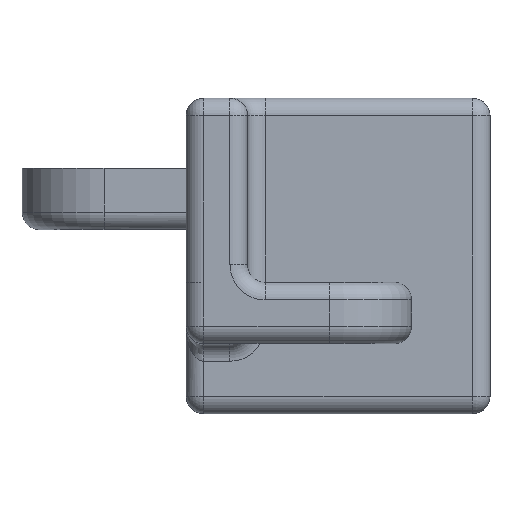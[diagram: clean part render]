
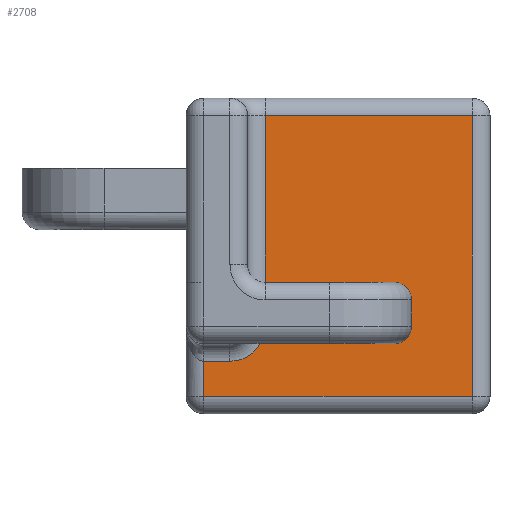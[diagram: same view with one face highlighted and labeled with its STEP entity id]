
A CAD part, left-side view. The second image highlights one B-rep face of the part: STEP entity #2708.
In plain terms, the highlighted planar face has unit normal (-1, 0, 0).
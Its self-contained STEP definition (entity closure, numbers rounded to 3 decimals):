
#58 = CARTESIAN_POINT ( 'NONE',  ( 14.043, -18.297, -6. ) ) ;
#164 = LINE ( 'NONE', #2239, #3291 ) ;
#223 = DIRECTION ( 'NONE',  ( -1., 0., 0. ) ) ;
#366 = VECTOR ( 'NONE', #2832, 1000. ) ;
#491 = DIRECTION ( 'NONE',  ( 0., 0., 1. ) ) ;
#515 = DIRECTION ( 'NONE',  ( -1., 0., 0. ) ) ;
#661 = CARTESIAN_POINT ( 'NONE',  ( 14.043, -16.297, 26. ) ) ;
#744 = ORIENTED_EDGE ( 'NONE', *, *, #2923, .T. ) ;
#803 = CIRCLE ( 'NONE', #2597, 4. ) ;
#967 = ORIENTED_EDGE ( 'NONE', *, *, #1511, .T. ) ;
#1197 = PLANE ( 'NONE',  #4058 ) ;
#1266 = CARTESIAN_POINT ( 'NONE',  ( 14.043, -18.297, 28. ) ) ;
#1272 = VECTOR ( 'NONE', #2735, 1000. ) ;
#1391 = DIRECTION ( 'NONE',  ( 0., -1., 0. ) ) ;
#1424 = VECTOR ( 'NONE', #1869, 1000. ) ;
#1502 = ORIENTED_EDGE ( 'NONE', *, *, #2365, .T. ) ;
#1511 = EDGE_CURVE ( 'NONE', #2548, #2675, #2754, .T. ) ;
#1517 = CARTESIAN_POINT ( 'NONE',  ( 14.043, 7.353, 28. ) ) ;
#1562 = DIRECTION ( 'NONE',  ( 0., 0., 1. ) ) ;
#1822 = CARTESIAN_POINT ( 'NONE',  ( 14.043, -18.297, -2. ) ) ;
#1825 = DIRECTION ( 'NONE',  ( 0., 1., 0. ) ) ;
#1869 = DIRECTION ( 'NONE',  ( 0., 1., 0. ) ) ;
#1949 = CARTESIAN_POINT ( 'NONE',  ( 14.043, 11.353, -2. ) ) ;
#2162 = EDGE_CURVE ( 'NONE', #3657, #2548, #3567, .T. ) ;
#2179 = FACE_OUTER_BOUND ( 'NONE', #3347, .T. ) ;
#2239 = CARTESIAN_POINT ( 'NONE',  ( 14.043, -18.297, 26. ) ) ;
#2365 = EDGE_CURVE ( 'NONE', #3145, #2398, #3763, .T. ) ;
#2387 = LINE ( 'NONE', #58, #2810 ) ;
#2398 = VERTEX_POINT ( 'NONE', #4135 ) ;
#2450 = DIRECTION ( 'NONE',  ( 0., 0., 1. ) ) ;
#2476 = CARTESIAN_POINT ( 'NONE',  ( 14.043, 14.353, -6. ) ) ;
#2528 = EDGE_CURVE ( 'NONE', #3657, #2398, #803, .T. ) ;
#2548 = VERTEX_POINT ( 'NONE', #2900 ) ;
#2597 = AXIS2_PLACEMENT_3D ( 'NONE', #2613, #223, #1562 ) ;
#2613 = CARTESIAN_POINT ( 'NONE',  ( 14.043, 11.353, 2. ) ) ;
#2675 = VERTEX_POINT ( 'NONE', #2476 ) ;
#2708 = ADVANCED_FACE ( 'NONE', ( #2179 ), #1197, .T. ) ;
#2735 = DIRECTION ( 'NONE',  ( 0., 0., -1. ) ) ;
#2754 = LINE ( 'NONE', #2799, #1272 ) ;
#2763 = EDGE_CURVE ( 'NONE', #3264, #3145, #164, .T. ) ;
#2799 = CARTESIAN_POINT ( 'NONE',  ( 14.043, 14.353, 28. ) ) ;
#2810 = VECTOR ( 'NONE', #1391, 1000. ) ;
#2832 = DIRECTION ( 'NONE',  ( 0., 0., -1. ) ) ;
#2900 = CARTESIAN_POINT ( 'NONE',  ( 14.043, 14.353, -2. ) ) ;
#2908 = EDGE_CURVE ( 'NONE', #3813, #3264, #3035, .T. ) ;
#2923 = EDGE_CURVE ( 'NONE', #2675, #3813, #2387, .T. ) ;
#3035 = LINE ( 'NONE', #3116, #3294 ) ;
#3116 = CARTESIAN_POINT ( 'NONE',  ( 14.043, -16.297, 28. ) ) ;
#3138 = ORIENTED_EDGE ( 'NONE', *, *, #2908, .T. ) ;
#3145 = VERTEX_POINT ( 'NONE', #4213 ) ;
#3264 = VERTEX_POINT ( 'NONE', #661 ) ;
#3291 = VECTOR ( 'NONE', #1825, 1000. ) ;
#3294 = VECTOR ( 'NONE', #2450, 1000. ) ;
#3347 = EDGE_LOOP ( 'NONE', ( #3138, #3515, #1502, #4150, #3917, #967, #744 ) ) ;
#3515 = ORIENTED_EDGE ( 'NONE', *, *, #2763, .T. ) ;
#3567 = LINE ( 'NONE', #1822, #1424 ) ;
#3657 = VERTEX_POINT ( 'NONE', #1949 ) ;
#3741 = CARTESIAN_POINT ( 'NONE',  ( 14.043, -16.297, -6. ) ) ;
#3763 = LINE ( 'NONE', #1517, #366 ) ;
#3813 = VERTEX_POINT ( 'NONE', #3741 ) ;
#3917 = ORIENTED_EDGE ( 'NONE', *, *, #2162, .T. ) ;
#4058 = AXIS2_PLACEMENT_3D ( 'NONE', #1266, #515, #491 ) ;
#4135 = CARTESIAN_POINT ( 'NONE',  ( 14.043, 7.353, 2. ) ) ;
#4150 = ORIENTED_EDGE ( 'NONE', *, *, #2528, .F. ) ;
#4213 = CARTESIAN_POINT ( 'NONE',  ( 14.043, 7.353, 26. ) ) ;
